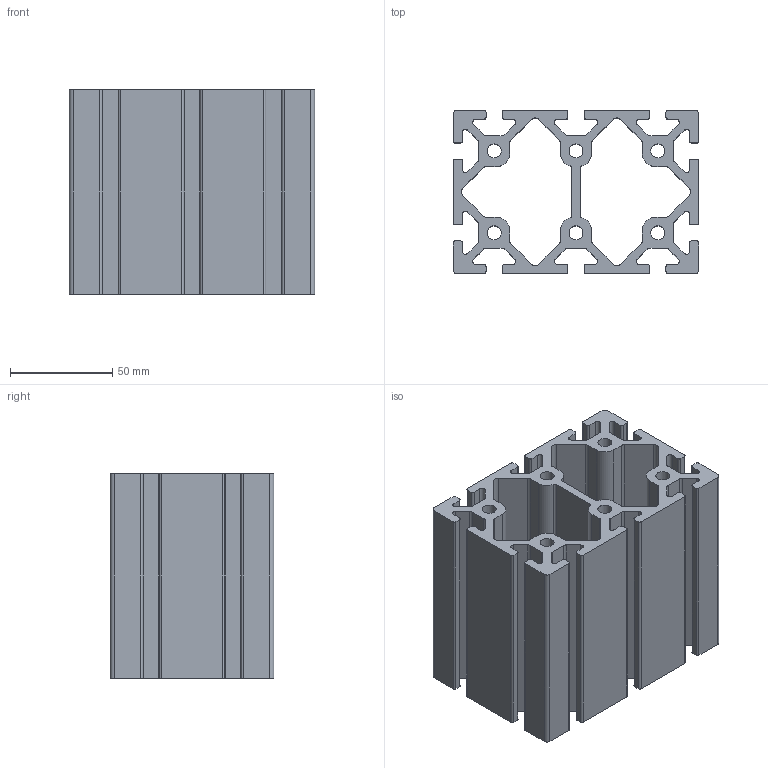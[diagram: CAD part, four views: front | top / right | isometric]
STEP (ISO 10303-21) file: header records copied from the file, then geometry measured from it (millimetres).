
FILE_DESCRIPTION(/* description */ (''),/* implementation_level */ '2;1');
FILE_NAME(/* name */ 'BPRDD0000207.stp',/* time_stamp */ '2017-07-12T15:28:00+02:00',/* author */ ('fzagni'),/* organization */ (''),/* preprocessor_version */ 'ST-DEVELOPER v16.1',/* originating_system */ 'Autodesk Inventor 2016',/* authorisation */ '');
FILE_SCHEMA (('CONFIG_CONTROL_DESIGN','AUTOMOTIVE_DESIGN { 1 0 10303 214 3 1 1 }'));
Length unit declared in the file: millimetre
Products named in the file (1): BPRDD0000206
Bounding box: 120 x 80 x 100 mm (x, y, z)
Volume: 333959.5 mm3; surface area: 140262.1 mm2
Topology: 1 solids, 1 shells, 232 faces, 690 edges, 460 vertices
Faces by surface type: cylinder 120, plane 112
Full cylindrical faces by diameter (mm): 6.8 x6
Entity records: 7880 total; most frequent: DIRECTION 1390, CARTESIAN_POINT 1377, ORIENTED_EDGE 1368, EDGE_CURVE 684, AXIS2_PLACEMENT_3D 473, VERTEX_POINT 460, LINE 444, VECTOR 444
